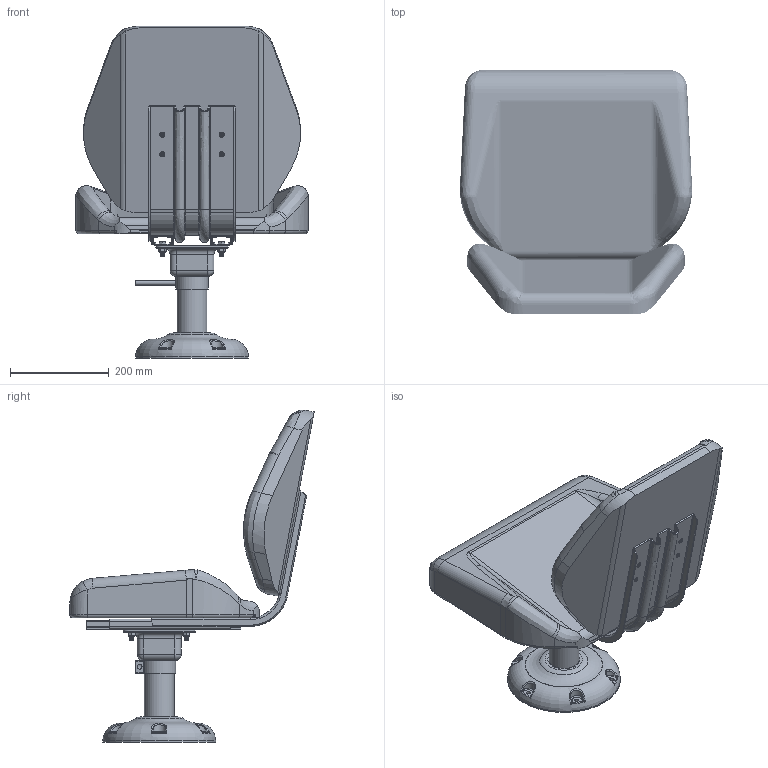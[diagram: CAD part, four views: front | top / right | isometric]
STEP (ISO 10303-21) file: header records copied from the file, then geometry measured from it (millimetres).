
FILE_DESCRIPTION(('FreeCAD Model'),'2;1');
FILE_NAME('Open CASCADE Shape Model','2025-05-03T22:38:24',('FreeCAD'),( 'FreeCAD'),'Open CASCADE STEP processor 7.6','FreeCAD','Unknown');
FILE_SCHEMA(('AUTOMOTIVE_DESIGN { 1 0 10303 214 1 1 1 1 }'));
Products named in the file (1): Open CASCADE STEP translator 7.6 1
Bounding box: 470 x 494.83 x 672.57 mm (x, y, z)
Volume: 20278735.5 mm3; surface area: 1471401.7 mm2
Topology: 29 solids, 29 shells, 1257 faces, 3218 edges, 2004 vertices
Faces by surface type: plane 453, cylinder 393, cone 183, bspline 154, torus 47, sphere 27
Full cylindrical faces by diameter (mm): 6 x4, 6.924 x4, 7.021 x24, 7.938 x30, 8 x4, 8.357 x4, 8.5 x26, 9.525 x3, 10 x6, 60.325 x2, 228.6 x1
Entity records: 77159 total; most frequent: CARTESIAN_POINT 48269, ORIENTED_EDGE 6388, DIRECTION 5640, EDGE_CURVE 3194, AXIS2_PLACEMENT_3D 2241, VERTEX_POINT 2004, FACE_BOUND 1414, EDGE_LOOP 1414
